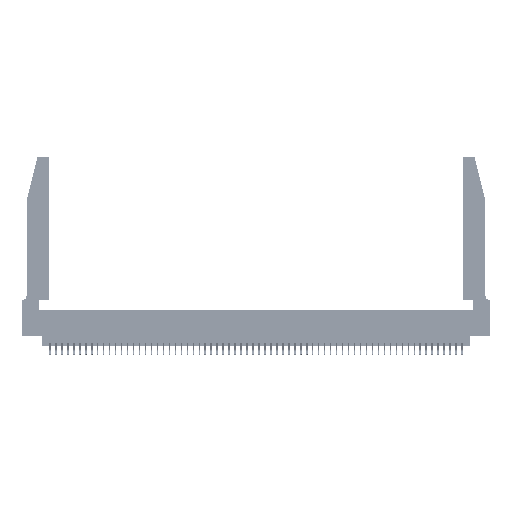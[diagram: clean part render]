
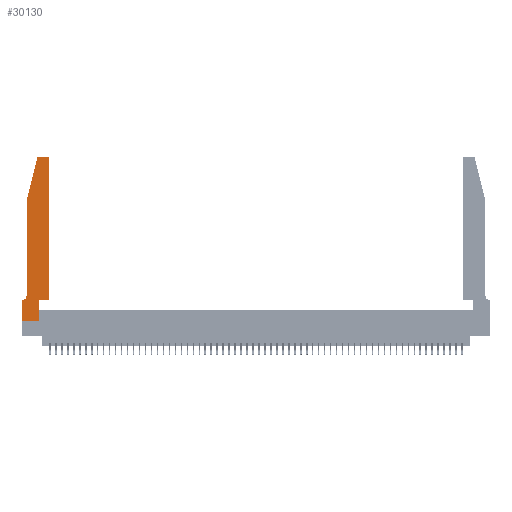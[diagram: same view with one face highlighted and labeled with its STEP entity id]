
A CAD part, top view. The second image highlights one B-rep face of the part: STEP entity #30130.
In plain terms, the highlighted planar face has unit normal (0, 0, 1).
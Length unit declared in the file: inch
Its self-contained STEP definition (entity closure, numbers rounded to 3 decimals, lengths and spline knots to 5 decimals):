
#406 = CARTESIAN_POINT ( 'NONE',  ( 0.4205, 2.75, 0.37 ) ) ;
#412 = VERTEX_POINT ( 'NONE', #14512 ) ;
#1554 = DIRECTION ( 'NONE',  ( 1., 0., 0. ) ) ;
#2272 = ORIENTED_EDGE ( 'NONE', *, *, #49955, .T. ) ;
#2648 = LINE ( 'NONE', #34117, #24481 ) ;
#2865 = DIRECTION ( 'NONE',  ( 1., 0., 0. ) ) ;
#2887 = DIRECTION ( 'NONE',  ( 1., 0., 0. ) ) ;
#3300 = EDGE_CURVE ( 'NONE', #53477, #40249, #52596, .T. ) ;
#3634 = VECTOR ( 'NONE', #24535, 39.37008 ) ;
#3960 = EDGE_CURVE ( 'NONE', #26082, #412, #6369, .T. ) ;
#4693 = CARTESIAN_POINT ( 'NONE',  ( 0.0755, 2., 0.37 ) ) ;
#5652 = VECTOR ( 'NONE', #2865, 39.37008 ) ;
#6333 = EDGE_LOOP ( 'NONE', ( #2272, #43773, #20562, #54254, #13946, #33130, #10391, #6406, #21863, #48021, #47260, #32360 ) ) ;
#6369 = LINE ( 'NONE', #25041, #20697 ) ;
#6406 = ORIENTED_EDGE ( 'NONE', *, *, #53633, .T. ) ;
#6489 = CARTESIAN_POINT ( 'NONE',  ( 0.0055, 0.35, 0.37 ) ) ;
#7017 = DIRECTION ( 'NONE',  ( 0., -1., 0. ) ) ;
#8021 = EDGE_CURVE ( 'NONE', #412, #53477, #47906, .T. ) ;
#8453 = CARTESIAN_POINT ( 'NONE',  ( 0., 0.35, 0.37 ) ) ;
#8971 = EDGE_CURVE ( 'NONE', #18069, #26082, #45731, .T. ) ;
#9311 = VERTEX_POINT ( 'NONE', #11315 ) ;
#9918 = EDGE_CURVE ( 'NONE', #54093, #23746, #43630, .T. ) ;
#10391 = ORIENTED_EDGE ( 'NONE', *, *, #40362, .T. ) ;
#11095 = VECTOR ( 'NONE', #15732, 39.37008 ) ;
#11315 = CARTESIAN_POINT ( 'NONE',  ( 0.284, 2.75, 0.37 ) ) ;
#11836 = DIRECTION ( 'NONE',  ( -1., 0., 0. ) ) ;
#13946 = ORIENTED_EDGE ( 'NONE', *, *, #8021, .T. ) ;
#14512 = CARTESIAN_POINT ( 'NONE',  ( 0.0755, 0.42, 0.37 ) ) ;
#15185 = CARTESIAN_POINT ( 'NONE',  ( 0.0755, 0.35, 0.37 ) ) ;
#15675 = VECTOR ( 'NONE', #7017, 39.37008 ) ;
#15732 = DIRECTION ( 'NONE',  ( 1., 0., 0. ) ) ;
#16769 = EDGE_CURVE ( 'NONE', #45973, #46993, #20673, .T. ) ;
#16861 = AXIS2_PLACEMENT_3D ( 'NONE', #36139, #40881, #1554 ) ;
#17643 = DIRECTION ( 'NONE',  ( 1., 0., 0. ) ) ;
#17866 = LINE ( 'NONE', #23970, #46370 ) ;
#18069 = VERTEX_POINT ( 'NONE', #56184 ) ;
#18251 = CARTESIAN_POINT ( 'NONE',  ( 0.4505, 0.35, 0.37 ) ) ;
#20180 = CARTESIAN_POINT ( 'NONE',  ( 0., 0.35, 0.37 ) ) ;
#20562 = ORIENTED_EDGE ( 'NONE', *, *, #8971, .T. ) ;
#20673 = LINE ( 'NONE', #45905, #11095 ) ;
#20697 = VECTOR ( 'NONE', #24652, 39.37008 ) ;
#21341 = CARTESIAN_POINT ( 'NONE',  ( 0.0755, 2., 0.37 ) ) ;
#21863 = ORIENTED_EDGE ( 'NONE', *, *, #25957, .T. ) ;
#23499 = CARTESIAN_POINT ( 'NONE',  ( 0., 0., 0.37 ) ) ;
#23746 = VERTEX_POINT ( 'NONE', #406 ) ;
#23970 = CARTESIAN_POINT ( 'NONE',  ( 0.4505, 0.35, 0.37 ) ) ;
#24234 = CARTESIAN_POINT ( 'NONE',  ( 0.0055, 0.42, 0.37 ) ) ;
#24481 = VECTOR ( 'NONE', #33928, 39.37008 ) ;
#24535 = DIRECTION ( 'NONE',  ( -1., 0., 0. ) ) ;
#24652 = DIRECTION ( 'NONE',  ( 0., -1., 0. ) ) ;
#25041 = CARTESIAN_POINT ( 'NONE',  ( 0.0755, 2., 0.37 ) ) ;
#25354 = CARTESIAN_POINT ( 'NONE',  ( 0., 0., 0.37 ) ) ;
#25925 = DIRECTION ( 'NONE',  ( 0., 1., 0. ) ) ;
#25957 = EDGE_CURVE ( 'NONE', #51307, #45973, #48440, .T. ) ;
#26082 = VERTEX_POINT ( 'NONE', #21341 ) ;
#26207 = FACE_OUTER_BOUND ( 'NONE', #6333, .T. ) ;
#30130 = ADVANCED_FACE ( 'NONE', ( #26207 ), #30721, .T. ) ;
#30363 = DIRECTION ( 'NONE',  ( 0., 0., 1. ) ) ;
#30721 = PLANE ( 'NONE',  #41932 ) ;
#32360 = ORIENTED_EDGE ( 'NONE', *, *, #9918, .T. ) ;
#32771 = CARTESIAN_POINT ( 'NONE',  ( 0.2865, 0.35, 0.37 ) ) ;
#33130 = ORIENTED_EDGE ( 'NONE', *, *, #3300, .T. ) ;
#33928 = DIRECTION ( 'NONE',  ( -1., 0., 0. ) ) ;
#34117 = CARTESIAN_POINT ( 'NONE',  ( 0.2605, 2.75, 0.37 ) ) ;
#34527 = AXIS2_PLACEMENT_3D ( 'NONE', #42413, #37665, #2887 ) ;
#34595 = CARTESIAN_POINT ( 'NONE',  ( 0.2865, 0.35, 0.37 ) ) ;
#36139 = CARTESIAN_POINT ( 'NONE',  ( 0.4205, 2.72, 0.37 ) ) ;
#36703 = VERTEX_POINT ( 'NONE', #23499 ) ;
#36904 = VECTOR ( 'NONE', #39819, 39.37008 ) ;
#37539 = AXIS2_PLACEMENT_3D ( 'NONE', #24234, #41839, #11836 ) ;
#37665 = DIRECTION ( 'NONE',  ( 0., 0., 1. ) ) ;
#39286 = CIRCLE ( 'NONE', #34527, 0.03 ) ;
#39819 = DIRECTION ( 'NONE',  ( -0.239, -0.971, 0. ) ) ;
#40124 = LINE ( 'NONE', #46359, #15675 ) ;
#40249 = VERTEX_POINT ( 'NONE', #20180 ) ;
#40362 = EDGE_CURVE ( 'NONE', #40249, #36703, #40124, .T. ) ;
#40881 = DIRECTION ( 'NONE',  ( 0., 0., 1. ) ) ;
#41839 = DIRECTION ( 'NONE',  ( 0., 0., -1. ) ) ;
#41932 = AXIS2_PLACEMENT_3D ( 'NONE', #8453, #30363, #17643 ) ;
#42397 = LINE ( 'NONE', #25354, #5652 ) ;
#42413 = CARTESIAN_POINT ( 'NONE',  ( 0.284, 2.72, 0.37 ) ) ;
#43630 = CIRCLE ( 'NONE', #16861, 0.03 ) ;
#43773 = ORIENTED_EDGE ( 'NONE', *, *, #50469, .T. ) ;
#44628 = CARTESIAN_POINT ( 'NONE',  ( 0.4505, 2.72, 0.37 ) ) ;
#45731 = LINE ( 'NONE', #4693, #36904 ) ;
#45905 = CARTESIAN_POINT ( 'NONE',  ( 0.4505, 0.35, 0.37 ) ) ;
#45973 = VERTEX_POINT ( 'NONE', #32771 ) ;
#46359 = CARTESIAN_POINT ( 'NONE',  ( 0., 0., 0.37 ) ) ;
#46370 = VECTOR ( 'NONE', #54301, 39.37008 ) ;
#46993 = VERTEX_POINT ( 'NONE', #18251 ) ;
#47260 = ORIENTED_EDGE ( 'NONE', *, *, #54208, .T. ) ;
#47795 = VECTOR ( 'NONE', #25925, 39.37008 ) ;
#47906 = CIRCLE ( 'NONE', #37539, 0.07 ) ;
#48021 = ORIENTED_EDGE ( 'NONE', *, *, #16769, .T. ) ;
#48440 = LINE ( 'NONE', #34595, #47795 ) ;
#48707 = CARTESIAN_POINT ( 'NONE',  ( 0.2865, 0., 0.37 ) ) ;
#49955 = EDGE_CURVE ( 'NONE', #23746, #9311, #2648, .T. ) ;
#50469 = EDGE_CURVE ( 'NONE', #9311, #18069, #39286, .T. ) ;
#51307 = VERTEX_POINT ( 'NONE', #48707 ) ;
#52596 = LINE ( 'NONE', #15185, #3634 ) ;
#53477 = VERTEX_POINT ( 'NONE', #6489 ) ;
#53633 = EDGE_CURVE ( 'NONE', #36703, #51307, #42397, .T. ) ;
#54093 = VERTEX_POINT ( 'NONE', #44628 ) ;
#54208 = EDGE_CURVE ( 'NONE', #46993, #54093, #17866, .T. ) ;
#54254 = ORIENTED_EDGE ( 'NONE', *, *, #3960, .T. ) ;
#54301 = DIRECTION ( 'NONE',  ( 0., 1., 0. ) ) ;
#56184 = CARTESIAN_POINT ( 'NONE',  ( 0.25487, 2.72718, 0.37 ) ) ;
